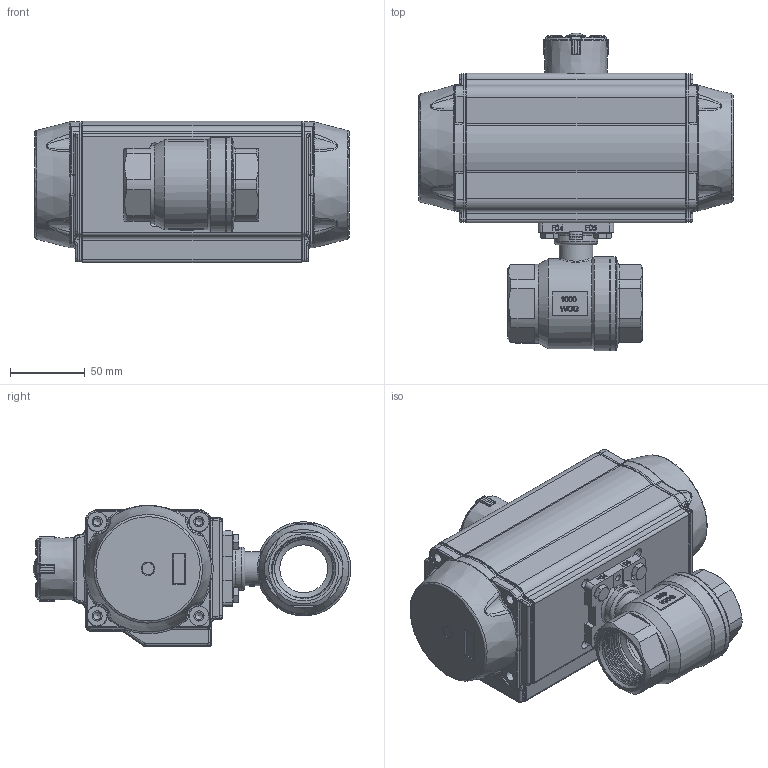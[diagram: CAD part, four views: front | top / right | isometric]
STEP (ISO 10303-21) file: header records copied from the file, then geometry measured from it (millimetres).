
FILE_DESCRIPTION(/* description */ ('Unknown'),/* implementation_level */ '2;1');
FILE_NAME(/* name */ 'PE03 9652-07',/* time_stamp */ '2025-01-15T11:02:31+01:00',/* author */ ('Unknown'),/* organization */ ('Unknown'),/* preprocessor_version */ 'ST-DEVELOPER v19.4',/* originating_system */ 'Solid Edge',/* authorisation */ 'Unknown');
FILE_SCHEMA (('AUTOMOTIVE_DESIGN {1 0 10303 214 3 1 1}'));
Length unit declared in the file: millimetre
Products named in the file (22): PE039652-07; 9652-07; FS三片式球阀防松片.; 概裝蚾饜极; Z三片式球阀阀杆.; 0 0型圈._GB-T 3452.1 13.2x2.65-A; M-DN32; T-000媼え宒⑩概概极; FGM三片式球阀阀杆螺母._GB_FASTENER_NUT_STNABTT M14X1.5-N; G(J)-DN32; DD一片式球阀蝶型垫圈; PD04_PE03; vt75-2016-06-25; VTE75埴詰; vt75-2016-06-25  酘傷裔; huosai75; Welle; Optische Anzeige; ______; ________(___________; cup head nib bolts with large head gb_GB_FASTENER_BOLT_CHNBW M6X25-N; DIN 933 M6x18 A2-70 BLK_EDST
Assembly tree (28 placements, depth 4):
  PE039652-07
    9652-07
      FS三片式球阀防松片.
      概裝蚾饜极
        Z三片式球阀阀杆.
        0 0型圈._GB-T 3452.1 13.2x2.65-A
      M-DN32
      T-000媼え宒⑩概概极
      FGM三片式球阀阀杆螺母._GB_FASTENER_NUT_STNABTT M14X1.5-N
      G(J)-DN32
      DD一片式球阀蝶型垫圈
    PD04_PE03
      vt75-2016-06-25
      VTE75埴詰
      vt75-2016-06-25  酘傷裔
      huosai75  x2
      Welle
      Optische Anzeige
        ______
        ________(___________  x4
        cup head nib bolts with large head gb_GB_FASTENER_BOLT_CHNBW M6X25-N
    DIN 933 M6x18 A2-70 BLK_EDST  x4
Bounding box: 210 x 212.31 x 94.39 mm (x, y, z)
Volume: 993433.8 mm3; surface area: 316360.3 mm2
Topology: 24 solids, 24 shells, 3236 faces, 7983 edges, 4902 vertices
Faces by surface type: plane 1021, cylinder 815, bspline 736, torus 416, cone 207, sphere 41
Full cylindrical faces by diameter (mm): 3 x16, 3.3 x8, 4.134 x8, 4.2 x1, 4.66 x1, 4.917 x13, 5.5 x1, 6 x5, 6.2 x1, 6.647 x6, 10 x4, 11 x1, 11.445 x2, 12 x2, 12.376 x4, 13 x10, 13.8 x1, 14 x2, 14.1 x1, 14.3 x1, 16.2 x1, 16.4 x1, 16.5 x1, 16.7 x1, 17.5 x1, 18 x2, 18.7 x1, 20 x7, 21 x12, 21.5 x1
Entity records: 107662 total; most frequent: CARTESIAN_POINT 54031, ORIENTED_EDGE 11722, DIRECTION 9296, EDGE_CURVE 5861, VERTEX_POINT 3836, AXIS2_PLACEMENT_3D 3516, FACE_BOUND 3039, EDGE_LOOP 3022
